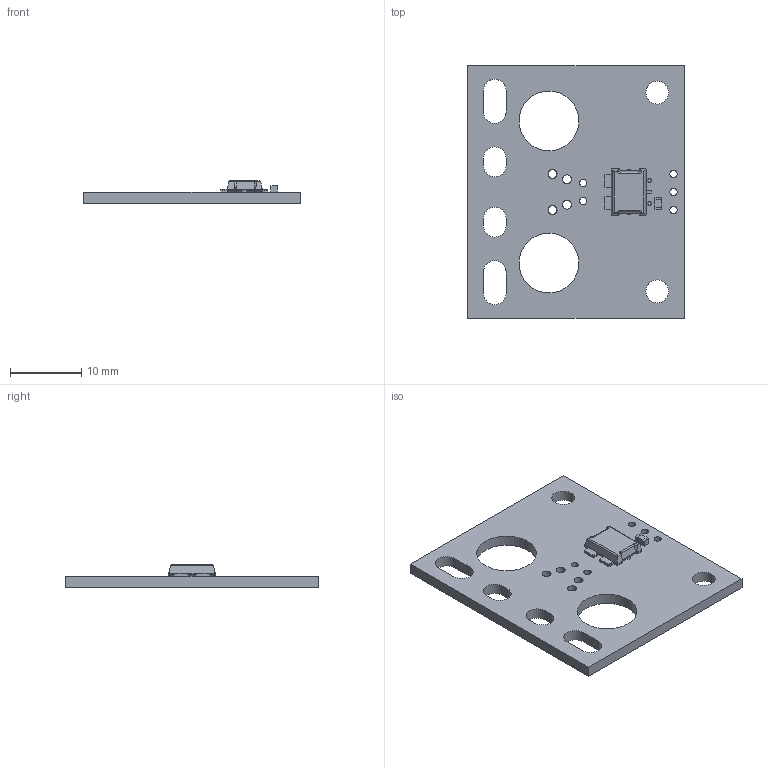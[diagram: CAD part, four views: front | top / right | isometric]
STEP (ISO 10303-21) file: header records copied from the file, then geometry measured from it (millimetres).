
FILE_DESCRIPTION (( 'STEP AP214' ), '1' );
FILE_NAME ('acs72981xlr-current-sensor-big-carriers.step', '2024-06-03T18:38:00', ( '' ), ( '' ), 'SwSTEP 2.0', 'SolidWorks 2023', '' );
FILE_SCHEMA (( 'AUTOMOTIVE_DESIGN' ));
Length unit declared in the file: millimetre
Products named in the file (1): acs72981xlr-current-sensor-big-carriers
Bounding box: 30.48 x 35.56 x 3.17 mm (x, y, z)
Volume: 1449.2 mm3; surface area: 2322.6 mm2
Topology: 1 solids, 1 shells, 623 faces, 1700 edges, 1108 vertices
Faces by surface type: plane 333, bspline 187, cylinder 91, torus 8, cone 4
Entity records: 33112 total; most frequent: CARTESIAN_POINT 11709, ORIENTED_EDGE 3384, DIRECTION 2320, EDGE_CURVE 1692, VECTOR 1122, LINE 1122, VERTEX_POINT 1108, EDGE_LOOP 704
